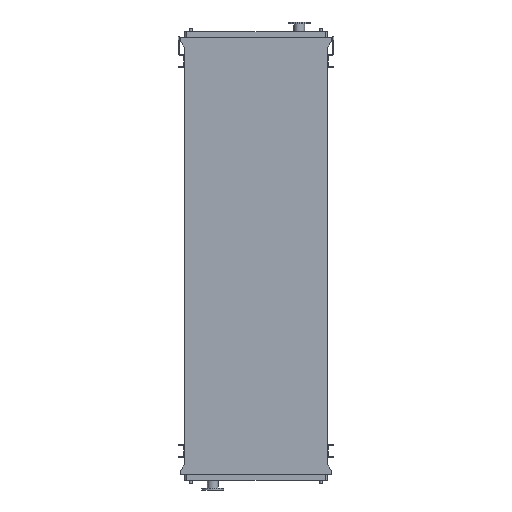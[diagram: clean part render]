
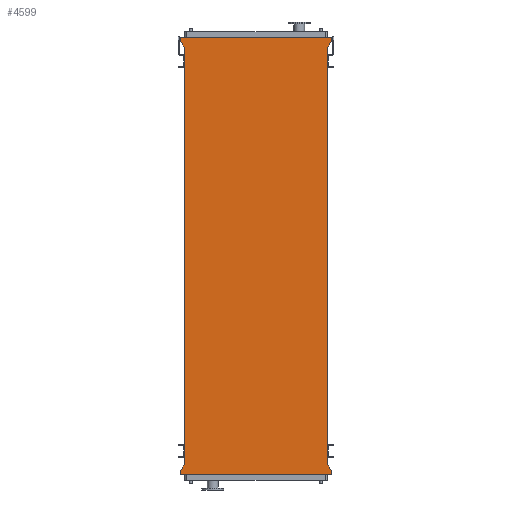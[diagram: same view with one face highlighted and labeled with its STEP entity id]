
A CAD part, front view. The second image highlights one B-rep face of the part: STEP entity #4599.
In plain terms, the highlighted planar face has unit normal (0, -1, 0).
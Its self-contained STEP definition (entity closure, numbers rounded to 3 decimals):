
#12 = CARTESIAN_POINT ( 'NONE',  ( -725., 0., -4250. ) ) ;
#91 = LINE ( 'NONE', #7265, #15576 ) ;
#159 = VECTOR ( 'NONE', #3921, 1000. ) ;
#532 = EDGE_CURVE ( 'NONE', #3043, #10718, #3283, .T. ) ;
#718 = VERTEX_POINT ( 'NONE', #1565 ) ;
#1078 = VECTOR ( 'NONE', #5972, 1000. ) ;
#1556 = LINE ( 'NONE', #5737, #1078 ) ;
#1565 = CARTESIAN_POINT ( 'NONE',  ( -725., 0., 0. ) ) ;
#1673 = EDGE_CURVE ( 'NONE', #10458, #718, #7155, .T. ) ;
#2203 = VERTEX_POINT ( 'NONE', #16402 ) ;
#2236 = VERTEX_POINT ( 'NONE', #15377 ) ;
#2273 = VECTOR ( 'NONE', #9795, 1000. ) ;
#2591 = ORIENTED_EDGE ( 'NONE', *, *, #2959, .F. ) ;
#2664 = EDGE_CURVE ( 'NONE', #9099, #12230, #6705, .T. ) ;
#2740 = VECTOR ( 'NONE', #3033, 1000. ) ;
#2783 = EDGE_CURVE ( 'NONE', #2236, #12230, #12385, .T. ) ;
#2839 = EDGE_CURVE ( 'NONE', #10718, #2236, #1556, .T. ) ;
#2893 = DIRECTION ( 'NONE',  ( 0., 0., 1. ) ) ;
#2894 = EDGE_CURVE ( 'NONE', #2203, #3043, #15235, .T. ) ;
#2919 = EDGE_CURVE ( 'NONE', #718, #2203, #4704, .T. ) ;
#2959 = EDGE_CURVE ( 'NONE', #15913, #10458, #91, .T. ) ;
#2991 = EDGE_CURVE ( 'NONE', #11678, #15913, #7745, .T. ) ;
#3033 = DIRECTION ( 'NONE',  ( 0., 0., -1. ) ) ;
#3043 = VERTEX_POINT ( 'NONE', #13933 ) ;
#3049 = EDGE_CURVE ( 'NONE', #14304, #11678, #13721, .T. ) ;
#3083 = EDGE_CURVE ( 'NONE', #11588, #14304, #16358, .T. ) ;
#3114 = EDGE_CURVE ( 'NONE', #9099, #11588, #10003, .T. ) ;
#3283 = LINE ( 'NONE', #4013, #159 ) ;
#3921 = DIRECTION ( 'NONE',  ( 1., 0., 0. ) ) ;
#4013 = CARTESIAN_POINT ( 'NONE',  ( -771., 0., 95. ) ) ;
#4317 = CARTESIAN_POINT ( 'NONE',  ( -771., 0., -4345. ) ) ;
#4599 = ADVANCED_FACE ( 'NONE', ( #6647 ), #13824, .T. ) ;
#4704 = LINE ( 'NONE', #13730, #12007 ) ;
#4886 = CARTESIAN_POINT ( 'NONE',  ( -771., 0., -4303. ) ) ;
#5530 = CARTESIAN_POINT ( 'NONE',  ( -725., 0., -4250. ) ) ;
#5585 = DIRECTION ( 'NONE',  ( 0., 0., 1. ) ) ;
#5737 = CARTESIAN_POINT ( 'NONE',  ( 771., 0., 95. ) ) ;
#5894 = CARTESIAN_POINT ( 'NONE',  ( 771., 0., -4345. ) ) ;
#5901 = DIRECTION ( 'NONE',  ( 0.655, 0., 0.755 ) ) ;
#5918 = DIRECTION ( 'NONE',  ( -0.655, 0., -0.755 ) ) ;
#5972 = DIRECTION ( 'NONE',  ( 0., 0., -1. ) ) ;
#6099 = CARTESIAN_POINT ( 'NONE',  ( 771., 0., -4303. ) ) ;
#6647 = FACE_OUTER_BOUND ( 'NONE', #11364, .T. ) ;
#6705 = LINE ( 'NONE', #15580, #13170 ) ;
#7155 = LINE ( 'NONE', #5530, #13558 ) ;
#7160 = CARTESIAN_POINT ( 'NONE',  ( 725., 0., -4250. ) ) ;
#7265 = CARTESIAN_POINT ( 'NONE',  ( -771., 0., -4303. ) ) ;
#7531 = DIRECTION ( 'NONE',  ( -1., 0., 0. ) ) ;
#7623 = ORIENTED_EDGE ( 'NONE', *, *, #2991, .F. ) ;
#7745 = LINE ( 'NONE', #4317, #16951 ) ;
#7808 = ORIENTED_EDGE ( 'NONE', *, *, #2664, .T. ) ;
#8026 = ORIENTED_EDGE ( 'NONE', *, *, #3049, .F. ) ;
#8219 = ORIENTED_EDGE ( 'NONE', *, *, #2783, .F. ) ;
#8558 = VECTOR ( 'NONE', #13783, 1000. ) ;
#8818 = CARTESIAN_POINT ( 'NONE',  ( 725., 0., 0. ) ) ;
#8849 = CARTESIAN_POINT ( 'NONE',  ( 771., 0., -4345. ) ) ;
#8983 = VECTOR ( 'NONE', #5918, 1000. ) ;
#9049 = ORIENTED_EDGE ( 'NONE', *, *, #532, .F. ) ;
#9099 = VERTEX_POINT ( 'NONE', #13332 ) ;
#9795 = DIRECTION ( 'NONE',  ( 0.655, 0., -0.755 ) ) ;
#10003 = LINE ( 'NONE', #7160, #2273 ) ;
#10085 = AXIS2_PLACEMENT_3D ( 'NONE', #17029, #10861, #10520 ) ;
#10401 = CARTESIAN_POINT ( 'NONE',  ( 771., 0., 53. ) ) ;
#10429 = VECTOR ( 'NONE', #7531, 1000. ) ;
#10458 = VERTEX_POINT ( 'NONE', #12 ) ;
#10520 = DIRECTION ( 'NONE',  ( 0., 0., -1. ) ) ;
#10718 = VERTEX_POINT ( 'NONE', #13084 ) ;
#10861 = DIRECTION ( 'NONE',  ( 0., -1., 0. ) ) ;
#11364 = EDGE_LOOP ( 'NONE', ( #7808, #8219, #11665, #9049, #12835, #15988, #16275, #2591, #7623, #8026, #11468, #14774 ) ) ;
#11468 = ORIENTED_EDGE ( 'NONE', *, *, #3083, .F. ) ;
#11588 = VERTEX_POINT ( 'NONE', #13463 ) ;
#11665 = ORIENTED_EDGE ( 'NONE', *, *, #2839, .F. ) ;
#11678 = VERTEX_POINT ( 'NONE', #12816 ) ;
#12007 = VECTOR ( 'NONE', #12541, 1000. ) ;
#12230 = VERTEX_POINT ( 'NONE', #8818 ) ;
#12385 = LINE ( 'NONE', #10401, #8983 ) ;
#12541 = DIRECTION ( 'NONE',  ( -0.655, 0., 0.755 ) ) ;
#12816 = CARTESIAN_POINT ( 'NONE',  ( -771., 0., -4345. ) ) ;
#12835 = ORIENTED_EDGE ( 'NONE', *, *, #2894, .F. ) ;
#13084 = CARTESIAN_POINT ( 'NONE',  ( 771., 0., 95. ) ) ;
#13170 = VECTOR ( 'NONE', #16146, 1000. ) ;
#13332 = CARTESIAN_POINT ( 'NONE',  ( 725., 0., -4250. ) ) ;
#13463 = CARTESIAN_POINT ( 'NONE',  ( 771., 0., -4303. ) ) ;
#13558 = VECTOR ( 'NONE', #5585, 1000. ) ;
#13721 = LINE ( 'NONE', #8849, #10429 ) ;
#13730 = CARTESIAN_POINT ( 'NONE',  ( -725., 0., 0. ) ) ;
#13783 = DIRECTION ( 'NONE',  ( 0., 0., 1. ) ) ;
#13824 = PLANE ( 'NONE',  #10085 ) ;
#13933 = CARTESIAN_POINT ( 'NONE',  ( -771., 0., 95. ) ) ;
#14304 = VERTEX_POINT ( 'NONE', #5894 ) ;
#14774 = ORIENTED_EDGE ( 'NONE', *, *, #3114, .F. ) ;
#15235 = LINE ( 'NONE', #16998, #8558 ) ;
#15377 = CARTESIAN_POINT ( 'NONE',  ( 771., 0., 53. ) ) ;
#15576 = VECTOR ( 'NONE', #5901, 1000. ) ;
#15580 = CARTESIAN_POINT ( 'NONE',  ( 725., 0., -4250. ) ) ;
#15913 = VERTEX_POINT ( 'NONE', #4886 ) ;
#15988 = ORIENTED_EDGE ( 'NONE', *, *, #2919, .F. ) ;
#16146 = DIRECTION ( 'NONE',  ( 0., 0., 1. ) ) ;
#16275 = ORIENTED_EDGE ( 'NONE', *, *, #1673, .F. ) ;
#16358 = LINE ( 'NONE', #6099, #2740 ) ;
#16402 = CARTESIAN_POINT ( 'NONE',  ( -771., 0., 53. ) ) ;
#16951 = VECTOR ( 'NONE', #2893, 1000. ) ;
#16998 = CARTESIAN_POINT ( 'NONE',  ( -771., 0., 53. ) ) ;
#17029 = CARTESIAN_POINT ( 'NONE',  ( -725., 0., -4250. ) ) ;
